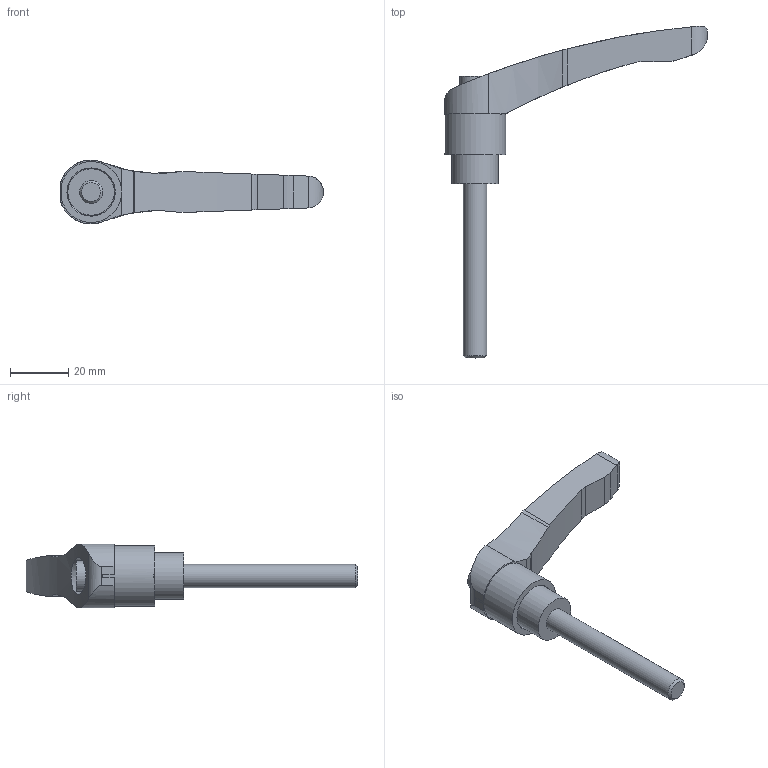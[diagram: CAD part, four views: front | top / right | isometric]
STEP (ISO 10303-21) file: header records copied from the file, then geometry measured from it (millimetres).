
FILE_DESCRIPTION( ( 'STEP AP214' ), '1' );
FILE_NAME( 'K0123.3082X60.stp', '2020-11-25T11:17:43', ( '' ), ( '' ), ' ', 'PARTsolutions', ' ' );
FILE_SCHEMA( ( 'AUTOMOTIVE_DESIGN { 1 0 10303 214 1 1 1 1 }' ) );
Length unit declared in the file: millimetre
Products named in the file (1): _K0123.3082X60
Bounding box: 90.51 x 114.3 x 21.96 mm (x, y, z)
Volume: 24567 mm3; surface area: 8615.2 mm2
Topology: 1 solids, 1 shells, 56 faces, 141 edges, 93 vertices
Faces by surface type: cylinder 37, plane 16, cone 3
Full cylindrical faces by diameter (mm): 7 x1, 8 x1, 10.6 x2, 16 x1, 16.6 x1, 21 x1
Entity records: 2332 total; most frequent: CARTESIAN_POINT 569, DIRECTION 276, ORIENTED_EDGE 256, EDGE_CURVE 128, AXIS2_PLACEMENT_3D 115, VERTEX_POINT 90, EDGE_LOOP 72, FACE_OUTER_BOUND 63
